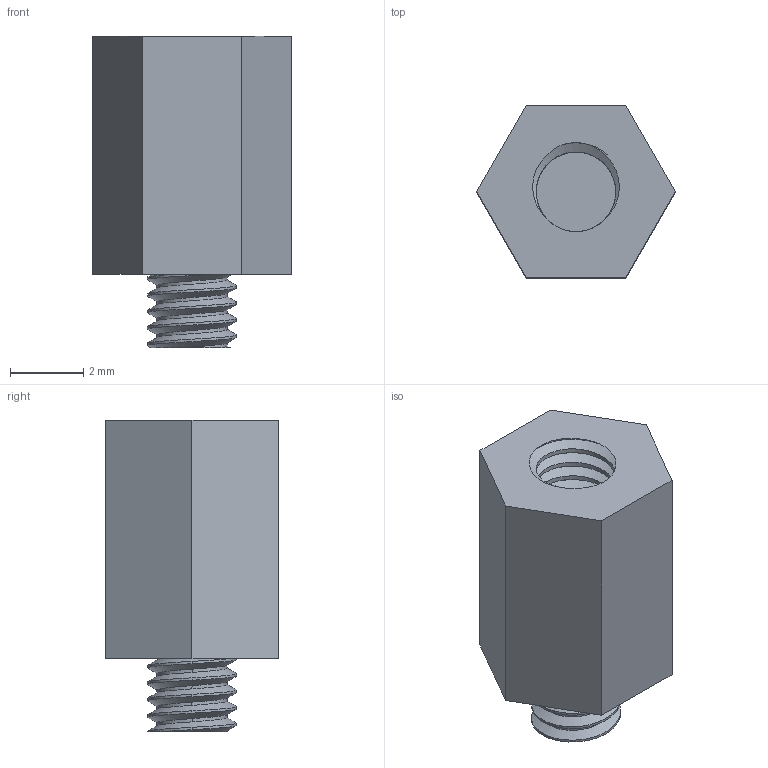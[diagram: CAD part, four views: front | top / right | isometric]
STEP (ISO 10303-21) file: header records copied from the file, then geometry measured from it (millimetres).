
FILE_DESCRIPTION(/* description */ (''),/* implementation_level */ '2;1');
FILE_NAME(/* name */ '',/* time_stamp */ '2023-10-15T21:28:32+08:00',/* author */ (''),/* organization */ (''),/* preprocessor_version */ 'ST-DEVELOPER v20',/* originating_system */ 'Autodesk Translation Framework v12.14.0.127',/* authorisation */ '');
FILE_SCHEMA (('AUTOMOTIVE_DESIGN { 1 0 10303 214 3 1 1 }'));
Length unit declared in the file: millimetre
Products named in the file (1): 原装铜柱
Bounding box: 5.43 x 4.7 x 8.5 mm (x, y, z)
Volume: 120.6 mm3; surface area: 197.6 mm2
Topology: 1 solids, 1 shells, 38 faces, 102 edges, 68 vertices
Faces by surface type: cylinder 24, plane 10, bspline 4
Full cylindrical faces by diameter (mm): 1.917 x1, 2.175 x3, 2.43 x2, 2.675 x1
Entity records: 2913 total; most frequent: CARTESIAN_POINT 2039, ORIENTED_EDGE 204, DIRECTION 124, EDGE_CURVE 102, VERTEX_POINT 68, B_SPLINE_CURVE_WITH_KNOTS 56, AXIS2_PLACEMENT_3D 43, EDGE_LOOP 40
